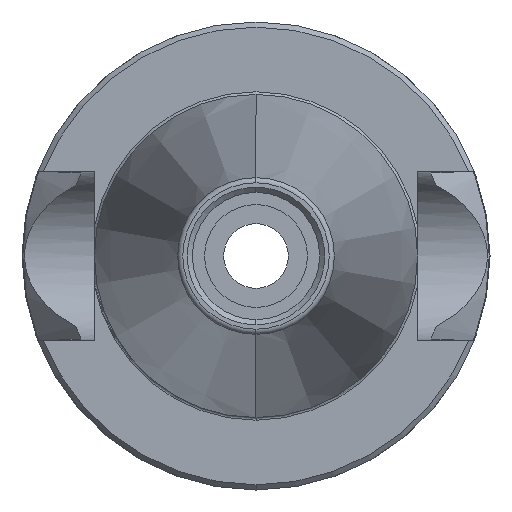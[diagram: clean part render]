
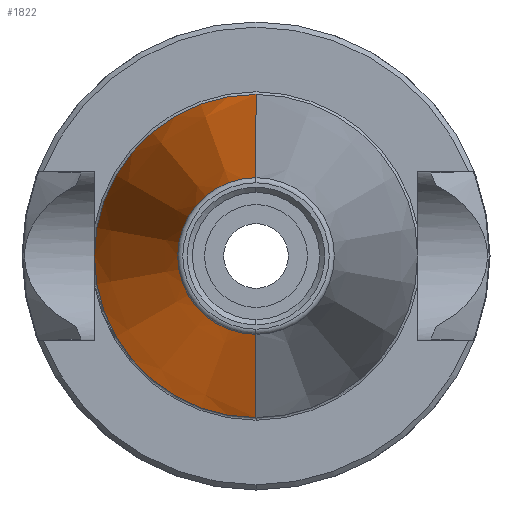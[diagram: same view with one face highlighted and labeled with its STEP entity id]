
A CAD part, left-side view. The second image highlights one B-rep face of the part: STEP entity #1822.
In plain terms, the highlighted conical face has half-angle 9.657 degrees and reference radius 15.875 mm.
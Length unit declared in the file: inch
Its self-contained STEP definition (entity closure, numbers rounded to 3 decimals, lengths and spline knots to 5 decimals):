
#108 = CARTESIAN_POINT ( 'NONE',  ( 0., 0., 0. ) ) ;
#121 = EDGE_LOOP ( 'NONE', ( #1405, #941, #278, #1879 ) ) ;
#164 = CARTESIAN_POINT ( 'NONE',  ( 0., 0., 0.625 ) ) ;
#211 = AXIS2_PLACEMENT_3D ( 'NONE', #108, #1691, #1703 ) ;
#278 = ORIENTED_EDGE ( 'NONE', *, *, #581, .T. ) ;
#324 = VECTOR ( 'NONE', #1925, 39.37008 ) ;
#362 = DIRECTION ( 'NONE',  ( 0., 0., 1. ) ) ;
#386 = EDGE_CURVE ( 'NONE', #1431, #1600, #689, .T. ) ;
#422 = CARTESIAN_POINT ( 'NONE',  ( 0., 0., -0.625 ) ) ;
#447 = CARTESIAN_POINT ( 'NONE',  ( -1.89335, 0., -0.30283 ) ) ;
#512 = EDGE_CURVE ( 'NONE', #1431, #1821, #791, .T. ) ;
#537 = CARTESIAN_POINT ( 'NONE',  ( -1.89335, 0., 0.30283 ) ) ;
#581 = EDGE_CURVE ( 'NONE', #1492, #1821, #1914, .T. ) ;
#658 = AXIS2_PLACEMENT_3D ( 'NONE', #1084, #1748, #1706 ) ;
#689 = CIRCLE ( 'NONE', #658, 0.30283 ) ;
#766 = VECTOR ( 'NONE', #1970, 39.37008 ) ;
#790 = CONICAL_SURFACE ( 'NONE', #211, 0.625, 0.169 ) ;
#791 = LINE ( 'NONE', #1957, #324 ) ;
#834 = CARTESIAN_POINT ( 'NONE',  ( 0., 0., 0.625 ) ) ;
#941 = ORIENTED_EDGE ( 'NONE', *, *, #1513, .T. ) ;
#1084 = CARTESIAN_POINT ( 'NONE',  ( -1.89335, 0., 0. ) ) ;
#1118 = CARTESIAN_POINT ( 'NONE',  ( 0., 0., 0. ) ) ;
#1136 = LINE ( 'NONE', #164, #766 ) ;
#1405 = ORIENTED_EDGE ( 'NONE', *, *, #386, .T. ) ;
#1431 = VERTEX_POINT ( 'NONE', #447 ) ;
#1492 = VERTEX_POINT ( 'NONE', #834 ) ;
#1513 = EDGE_CURVE ( 'NONE', #1600, #1492, #1136, .T. ) ;
#1576 = AXIS2_PLACEMENT_3D ( 'NONE', #1118, #2073, #362 ) ;
#1600 = VERTEX_POINT ( 'NONE', #537 ) ;
#1691 = DIRECTION ( 'NONE',  ( 1., 0., 0. ) ) ;
#1703 = DIRECTION ( 'NONE',  ( 0., 0., -1. ) ) ;
#1706 = DIRECTION ( 'NONE',  ( 0., 0., 1. ) ) ;
#1748 = DIRECTION ( 'NONE',  ( 1., 0., 0. ) ) ;
#1821 = VERTEX_POINT ( 'NONE', #422 ) ;
#1822 = ADVANCED_FACE ( 'NONE', ( #2040 ), #790, .T. ) ;
#1879 = ORIENTED_EDGE ( 'NONE', *, *, #512, .F. ) ;
#1914 = CIRCLE ( 'NONE', #1576, 0.625 ) ;
#1925 = DIRECTION ( 'NONE',  ( 0.986, 0., -0.168 ) ) ;
#1957 = CARTESIAN_POINT ( 'NONE',  ( 0., 0., -0.625 ) ) ;
#1970 = DIRECTION ( 'NONE',  ( 0.986, 0., 0.168 ) ) ;
#2040 = FACE_OUTER_BOUND ( 'NONE', #121, .T. ) ;
#2073 = DIRECTION ( 'NONE',  ( -1., 0., 0. ) ) ;
